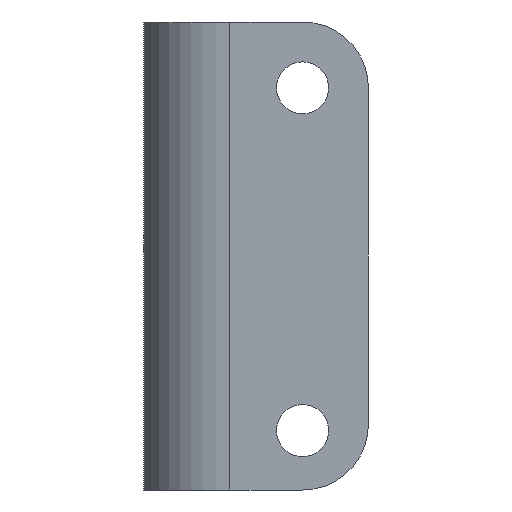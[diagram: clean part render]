
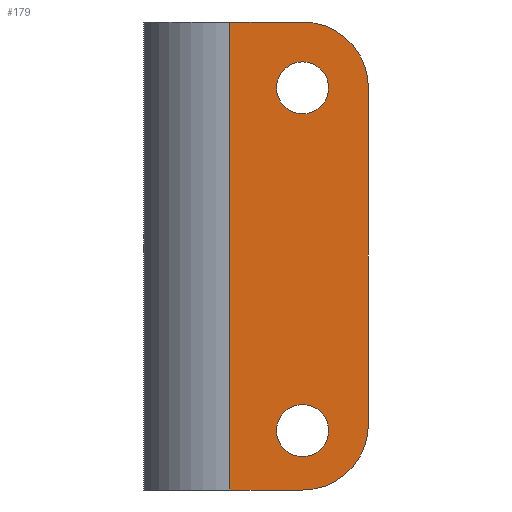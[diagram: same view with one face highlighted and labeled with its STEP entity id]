
A CAD part, left-side view. The second image highlights one B-rep face of the part: STEP entity #179.
In plain terms, the highlighted planar face has unit normal (-1, 0, 0).
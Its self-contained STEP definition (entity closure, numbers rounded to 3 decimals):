
#22=FACE_BOUND('',#37,.T.);
#23=FACE_BOUND('',#38,.T.);
#26=FACE_OUTER_BOUND('',#36,.T.);
#36=EDGE_LOOP('',(#126,#127,#128,#129,#130,#131));
#37=EDGE_LOOP('',(#132));
#38=EDGE_LOOP('',(#133));
#50=CIRCLE('',#192,3.8);
#51=CIRCLE('',#193,3.8);
#52=CIRCLE('',#194,1.5);
#53=CIRCLE('',#195,1.5);
#58=LINE('',#262,#72);
#59=LINE('',#264,#73);
#60=LINE('',#266,#74);
#61=LINE('',#270,#75);
#72=VECTOR('',#212,10.);
#73=VECTOR('',#213,10.);
#74=VECTOR('',#214,10.);
#75=VECTOR('',#217,10.);
#86=VERTEX_POINT('',#260);
#87=VERTEX_POINT('',#261);
#88=VERTEX_POINT('',#263);
#89=VERTEX_POINT('',#265);
#90=VERTEX_POINT('',#267);
#91=VERTEX_POINT('',#269);
#92=VERTEX_POINT('',#272);
#93=VERTEX_POINT('',#274);
#102=EDGE_CURVE('',#86,#87,#58,.T.);
#103=EDGE_CURVE('',#88,#86,#59,.T.);
#104=EDGE_CURVE('',#89,#88,#60,.T.);
#105=EDGE_CURVE('',#89,#90,#50,.T.);
#106=EDGE_CURVE('',#90,#91,#61,.T.);
#107=EDGE_CURVE('',#91,#87,#51,.T.);
#108=EDGE_CURVE('',#92,#92,#52,.T.);
#109=EDGE_CURVE('',#93,#93,#53,.T.);
#126=ORIENTED_EDGE('',*,*,#102,.F.);
#127=ORIENTED_EDGE('',*,*,#103,.F.);
#128=ORIENTED_EDGE('',*,*,#104,.F.);
#129=ORIENTED_EDGE('',*,*,#105,.T.);
#130=ORIENTED_EDGE('',*,*,#106,.T.);
#131=ORIENTED_EDGE('',*,*,#107,.T.);
#132=ORIENTED_EDGE('',*,*,#108,.T.);
#133=ORIENTED_EDGE('',*,*,#109,.T.);
#174=PLANE('',#191);
#179=ADVANCED_FACE('',(#26,#22,#23),#174,.T.);
#191=AXIS2_PLACEMENT_3D('',#259,#210,#211);
#192=AXIS2_PLACEMENT_3D('',#268,#215,#216);
#193=AXIS2_PLACEMENT_3D('',#271,#218,#219);
#194=AXIS2_PLACEMENT_3D('',#273,#220,#221);
#195=AXIS2_PLACEMENT_3D('',#275,#222,#223);
#210=DIRECTION('center_axis',(-1.,0.,0.));
#211=DIRECTION('ref_axis',(0.,-1.,0.));
#212=DIRECTION('',(0.,-1.,0.));
#213=DIRECTION('',(0.,0.,1.));
#214=DIRECTION('',(0.,1.,0.));
#215=DIRECTION('center_axis',(-1.,0.,0.));
#216=DIRECTION('ref_axis',(0.,0.,-1.));
#217=DIRECTION('',(0.,0.,1.));
#218=DIRECTION('center_axis',(-1.,0.,0.));
#219=DIRECTION('ref_axis',(0.,-1.,0.));
#220=DIRECTION('center_axis',(1.,0.,0.));
#221=DIRECTION('ref_axis',(0.,-1.,0.));
#222=DIRECTION('center_axis',(1.,0.,0.));
#223=DIRECTION('ref_axis',(0.,-1.,0.));
#259=CARTESIAN_POINT('Origin',(-37.55,19.436,-10.116));
#260=CARTESIAN_POINT('',(-37.55,23.436,3.384));
#261=CARTESIAN_POINT('',(-37.55,19.236,3.384));
#262=CARTESIAN_POINT('',(-37.55,21.811,3.384));
#263=CARTESIAN_POINT('',(-37.55,23.436,-23.616));
#264=CARTESIAN_POINT('',(-37.55,23.436,-23.616));
#265=CARTESIAN_POINT('',(-37.55,19.236,-23.616));
#266=CARTESIAN_POINT('',(-37.55,21.811,-23.616));
#267=CARTESIAN_POINT('',(-37.55,15.436,-19.816));
#268=CARTESIAN_POINT('Origin',(-37.55,19.236,-19.816));
#269=CARTESIAN_POINT('',(-37.55,15.436,-0.416));
#270=CARTESIAN_POINT('',(-37.55,15.436,-17.316));
#271=CARTESIAN_POINT('Origin',(-37.55,19.236,-0.416));
#272=CARTESIAN_POINT('',(-37.55,20.736,-0.416));
#273=CARTESIAN_POINT('Origin',(-37.55,19.236,-0.416));
#274=CARTESIAN_POINT('',(-37.55,20.736,-20.191));
#275=CARTESIAN_POINT('Origin',(-37.55,19.236,-20.191));
